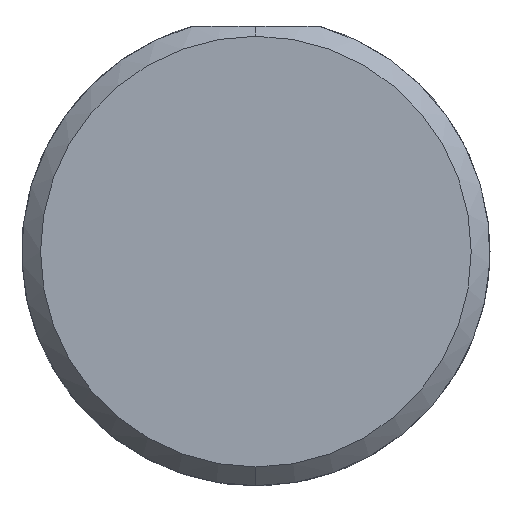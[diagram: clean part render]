
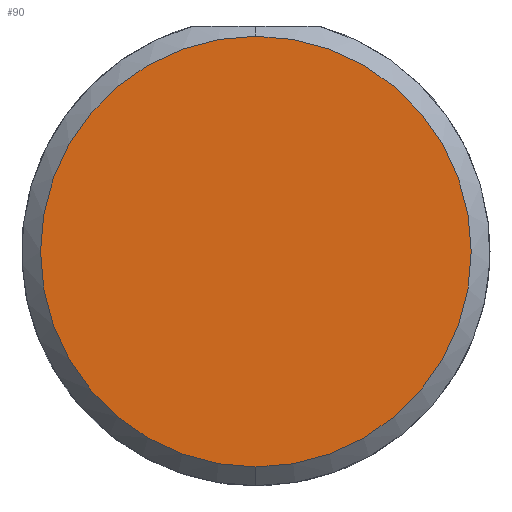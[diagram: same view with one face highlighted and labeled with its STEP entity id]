
A CAD part, left-side view. The second image highlights one B-rep face of the part: STEP entity #90.
In plain terms, the highlighted planar face has unit normal (-1, 0, 0).
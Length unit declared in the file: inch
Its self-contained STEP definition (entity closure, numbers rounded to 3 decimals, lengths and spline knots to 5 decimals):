
#90 = ADVANCED_FACE ( 'NONE', ( #268 ), #928, .F. ) ;
#110 = VERTEX_POINT ( 'NONE', #351 ) ;
#118 = DIRECTION ( 'NONE',  ( 0., 0., -1. ) ) ;
#153 = VERTEX_POINT ( 'NONE', #862 ) ;
#253 = DIRECTION ( 'NONE',  ( 0., 0., -1. ) ) ;
#256 = CIRCLE ( 'NONE', #432, 0.17235 ) ;
#268 = FACE_OUTER_BOUND ( 'NONE', #530, .T. ) ;
#343 = CARTESIAN_POINT ( 'NONE',  ( 0., 0., 0. ) ) ;
#351 = CARTESIAN_POINT ( 'NONE',  ( 0., 0., 0.17235 ) ) ;
#423 = CARTESIAN_POINT ( 'NONE',  ( 0., 0., 0. ) ) ;
#432 = AXIS2_PLACEMENT_3D ( 'NONE', #861, #772, #118 ) ;
#448 = EDGE_CURVE ( 'NONE', #110, #153, #648, .T. ) ;
#501 = ORIENTED_EDGE ( 'NONE', *, *, #448, .T. ) ;
#530 = EDGE_LOOP ( 'NONE', ( #958, #501 ) ) ;
#574 = EDGE_CURVE ( 'NONE', #153, #110, #256, .T. ) ;
#648 = CIRCLE ( 'NONE', #696, 0.17235 ) ;
#677 = DIRECTION ( 'NONE',  ( -1., 0., 0. ) ) ;
#678 = DIRECTION ( 'NONE',  ( 1., 0., 0. ) ) ;
#696 = AXIS2_PLACEMENT_3D ( 'NONE', #343, #677, #253 ) ;
#772 = DIRECTION ( 'NONE',  ( -1., 0., 0. ) ) ;
#861 = CARTESIAN_POINT ( 'NONE',  ( 0., 0., 0. ) ) ;
#862 = CARTESIAN_POINT ( 'NONE',  ( 0., 0., -0.17235 ) ) ;
#928 = PLANE ( 'NONE',  #1033 ) ;
#958 = ORIENTED_EDGE ( 'NONE', *, *, #574, .T. ) ;
#1008 = DIRECTION ( 'NONE',  ( 0., 0., -1. ) ) ;
#1033 = AXIS2_PLACEMENT_3D ( 'NONE', #423, #678, #1008 ) ;
